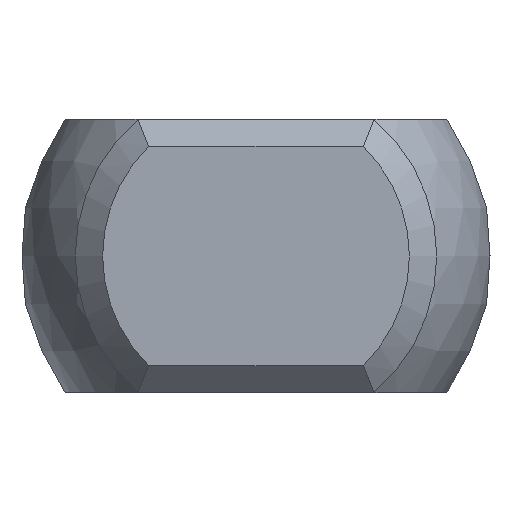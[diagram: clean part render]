
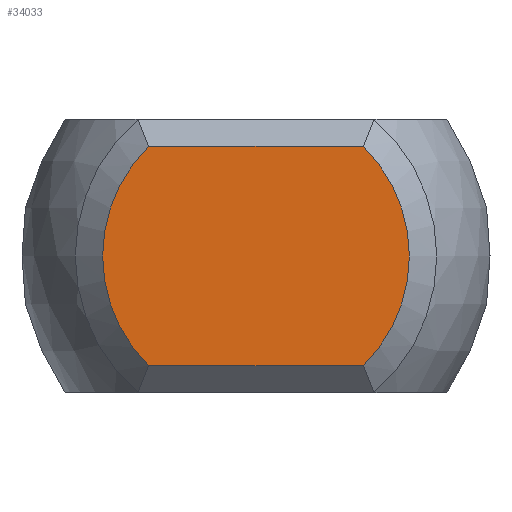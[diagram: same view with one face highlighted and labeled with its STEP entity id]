
A CAD part, left-side view. The second image highlights one B-rep face of the part: STEP entity #34033.
In plain terms, the highlighted planar face has unit normal (-1, 0, 0).
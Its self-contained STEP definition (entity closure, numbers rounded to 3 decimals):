
#32758 = PLANE('',#32759);
#32759 = AXIS2_PLACEMENT_3D('',#32760,#32761,#32762);
#32760 = CARTESIAN_POINT('',(-34.125,3.125,2.25));
#32761 = DIRECTION('',(0.707,0.,-0.707));
#32762 = DIRECTION('',(-0.707,0.,-0.707));
#33669 = EDGE_CURVE('',#33670,#33672,#33674,.T.);
#33670 = VERTEX_POINT('',#33671);
#33671 = CARTESIAN_POINT('',(-34.375,-1.96,-2.));
#33672 = VERTEX_POINT('',#33673);
#33673 = CARTESIAN_POINT('',(-34.375,-1.96,2.));
#33674 = SURFACE_CURVE('',#33675,(#33680,#33692),.PCURVE_S1.);
#33675 = CIRCLE('',#33676,2.8);
#33676 = AXIS2_PLACEMENT_3D('',#33677,#33678,#33679);
#33677 = CARTESIAN_POINT('',(-34.375,0.,0.));
#33678 = DIRECTION('',(-1.,0.,0.));
#33679 = DIRECTION('',(0.,-1.,0.));
#33680 = PCURVE('',#33681,#33686);
#33681 = CONICAL_SURFACE('',#33682,3.05,0.785);
#33682 = AXIS2_PLACEMENT_3D('',#33683,#33684,#33685);
#33683 = CARTESIAN_POINT('',(-34.125,0.,0.));
#33684 = DIRECTION('',(1.,0.,0.));
#33685 = DIRECTION('',(0.,-1.,0.));
#33686 = DEFINITIONAL_REPRESENTATION('',(#33687),#33691);
#33687 = LINE('',#33688,#33689);
#33688 = CARTESIAN_POINT('',(6.283,-0.25));
#33689 = VECTOR('',#33690,1.);
#33690 = DIRECTION('',(-1.,0.));
#33691 = ( GEOMETRIC_REPRESENTATION_CONTEXT(2) 
PARAMETRIC_REPRESENTATION_CONTEXT() REPRESENTATION_CONTEXT('2D SPACE',''
  ) );
#33692 = PCURVE('',#33693,#33698);
#33693 = PLANE('',#33694);
#33694 = AXIS2_PLACEMENT_3D('',#33695,#33696,#33697);
#33695 = CARTESIAN_POINT('',(-34.375,0.,0.));
#33696 = DIRECTION('',(1.,0.,0.));
#33697 = DIRECTION('',(0.,0.,-1.));
#33698 = DEFINITIONAL_REPRESENTATION('',(#33699),#33707);
#33699 = ( BOUNDED_CURVE() B_SPLINE_CURVE(2,(#33700,#33701,#33702,#33703
    ,#33704,#33705,#33706),.UNSPECIFIED.,.T.,.F.) 
B_SPLINE_CURVE_WITH_KNOTS((1,2,2,2,2,1),(-2.094,0.,
    2.094,4.189,6.283,8.378),
.UNSPECIFIED.) CURVE() GEOMETRIC_REPRESENTATION_ITEM() 
RATIONAL_B_SPLINE_CURVE((1.,0.5,1.,0.5,1.,0.5,1.)) REPRESENTATION_ITEM(
  '') );
#33700 = CARTESIAN_POINT('',(0.,-2.8));
#33701 = CARTESIAN_POINT('',(-4.85,-2.8));
#33702 = CARTESIAN_POINT('',(-2.425,1.4));
#33703 = CARTESIAN_POINT('',(0.,5.6));
#33704 = CARTESIAN_POINT('',(2.425,1.4));
#33705 = CARTESIAN_POINT('',(4.85,-2.8));
#33706 = CARTESIAN_POINT('',(0.,-2.8));
#33707 = ( GEOMETRIC_REPRESENTATION_CONTEXT(2) 
PARAMETRIC_REPRESENTATION_CONTEXT() REPRESENTATION_CONTEXT('2D SPACE',''
  ) );
#33725 = PLANE('',#33726);
#33726 = AXIS2_PLACEMENT_3D('',#33727,#33728,#33729);
#33727 = CARTESIAN_POINT('',(-34.125,-3.125,-2.25));
#33728 = DIRECTION('',(0.707,0.,0.707)
  );
#33729 = DIRECTION('',(0.707,0.,-0.707));
#33785 = EDGE_CURVE('',#33672,#33786,#33788,.T.);
#33786 = VERTEX_POINT('',#33787);
#33787 = CARTESIAN_POINT('',(-34.375,1.96,2.));
#33788 = SURFACE_CURVE('',#33789,(#33793,#33800),.PCURVE_S1.);
#33789 = LINE('',#33790,#33791);
#33790 = CARTESIAN_POINT('',(-34.375,3.125,2.));
#33791 = VECTOR('',#33792,1.);
#33792 = DIRECTION('',(0.,1.,0.));
#33793 = PCURVE('',#32758,#33794);
#33794 = DEFINITIONAL_REPRESENTATION('',(#33795),#33799);
#33795 = LINE('',#33796,#33797);
#33796 = CARTESIAN_POINT('',(0.354,0.));
#33797 = VECTOR('',#33798,1.);
#33798 = DIRECTION('',(0.,1.));
#33799 = ( GEOMETRIC_REPRESENTATION_CONTEXT(2) 
PARAMETRIC_REPRESENTATION_CONTEXT() REPRESENTATION_CONTEXT('2D SPACE',''
  ) );
#33800 = PCURVE('',#33693,#33801);
#33801 = DEFINITIONAL_REPRESENTATION('',(#33802),#33806);
#33802 = LINE('',#33803,#33804);
#33803 = CARTESIAN_POINT('',(-2.,3.125));
#33804 = VECTOR('',#33805,1.);
#33805 = DIRECTION('',(0.,1.));
#33806 = ( GEOMETRIC_REPRESENTATION_CONTEXT(2) 
PARAMETRIC_REPRESENTATION_CONTEXT() REPRESENTATION_CONTEXT('2D SPACE',''
  ) );
#33826 = CONICAL_SURFACE('',#33827,3.05,0.785);
#33827 = AXIS2_PLACEMENT_3D('',#33828,#33829,#33830);
#33828 = CARTESIAN_POINT('',(-34.125,0.,0.));
#33829 = DIRECTION('',(1.,0.,0.));
#33830 = DIRECTION('',(-0.,1.,0.));
#33840 = EDGE_CURVE('',#33786,#33841,#33843,.T.);
#33841 = VERTEX_POINT('',#33842);
#33842 = CARTESIAN_POINT('',(-34.375,1.96,-2.));
#33843 = SURFACE_CURVE('',#33844,(#33849,#33856),.PCURVE_S1.);
#33844 = CIRCLE('',#33845,2.8);
#33845 = AXIS2_PLACEMENT_3D('',#33846,#33847,#33848);
#33846 = CARTESIAN_POINT('',(-34.375,0.,0.));
#33847 = DIRECTION('',(-1.,0.,0.));
#33848 = DIRECTION('',(0.,1.,0.));
#33849 = PCURVE('',#33826,#33850);
#33850 = DEFINITIONAL_REPRESENTATION('',(#33851),#33855);
#33851 = LINE('',#33852,#33853);
#33852 = CARTESIAN_POINT('',(6.283,-0.25));
#33853 = VECTOR('',#33854,1.);
#33854 = DIRECTION('',(-1.,0.));
#33855 = ( GEOMETRIC_REPRESENTATION_CONTEXT(2) 
PARAMETRIC_REPRESENTATION_CONTEXT() REPRESENTATION_CONTEXT('2D SPACE',''
  ) );
#33856 = PCURVE('',#33693,#33857);
#33857 = DEFINITIONAL_REPRESENTATION('',(#33858),#33866);
#33858 = ( BOUNDED_CURVE() B_SPLINE_CURVE(2,(#33859,#33860,#33861,#33862
    ,#33863,#33864,#33865),.UNSPECIFIED.,.T.,.F.) 
B_SPLINE_CURVE_WITH_KNOTS((1,2,2,2,2,1),(-2.094,0.,
    2.094,4.189,6.283,8.378),
.UNSPECIFIED.) CURVE() GEOMETRIC_REPRESENTATION_ITEM() 
RATIONAL_B_SPLINE_CURVE((1.,0.5,1.,0.5,1.,0.5,1.)) REPRESENTATION_ITEM(
  '') );
#33859 = CARTESIAN_POINT('',(0.,2.8));
#33860 = CARTESIAN_POINT('',(4.85,2.8));
#33861 = CARTESIAN_POINT('',(2.425,-1.4));
#33862 = CARTESIAN_POINT('',(0.,-5.6));
#33863 = CARTESIAN_POINT('',(-2.425,-1.4));
#33864 = CARTESIAN_POINT('',(-4.85,2.8));
#33865 = CARTESIAN_POINT('',(0.,2.8));
#33866 = ( GEOMETRIC_REPRESENTATION_CONTEXT(2) 
PARAMETRIC_REPRESENTATION_CONTEXT() REPRESENTATION_CONTEXT('2D SPACE',''
  ) );
#33940 = EDGE_CURVE('',#33841,#33670,#33941,.T.);
#33941 = SURFACE_CURVE('',#33942,(#33946,#33953),.PCURVE_S1.);
#33942 = LINE('',#33943,#33944);
#33943 = CARTESIAN_POINT('',(-34.375,-3.125,-2.));
#33944 = VECTOR('',#33945,1.);
#33945 = DIRECTION('',(0.,-1.,0.));
#33946 = PCURVE('',#33725,#33947);
#33947 = DEFINITIONAL_REPRESENTATION('',(#33948),#33952);
#33948 = LINE('',#33949,#33950);
#33949 = CARTESIAN_POINT('',(-0.354,0.));
#33950 = VECTOR('',#33951,1.);
#33951 = DIRECTION('',(0.,-1.));
#33952 = ( GEOMETRIC_REPRESENTATION_CONTEXT(2) 
PARAMETRIC_REPRESENTATION_CONTEXT() REPRESENTATION_CONTEXT('2D SPACE',''
  ) );
#33953 = PCURVE('',#33693,#33954);
#33954 = DEFINITIONAL_REPRESENTATION('',(#33955),#33959);
#33955 = LINE('',#33956,#33957);
#33956 = CARTESIAN_POINT('',(2.,-3.125));
#33957 = VECTOR('',#33958,1.);
#33958 = DIRECTION('',(0.,-1.));
#33959 = ( GEOMETRIC_REPRESENTATION_CONTEXT(2) 
PARAMETRIC_REPRESENTATION_CONTEXT() REPRESENTATION_CONTEXT('2D SPACE',''
  ) );
#34033 = ADVANCED_FACE('',(#34034),#33693,.F.);
#34034 = FACE_BOUND('',#34035,.T.);
#34035 = EDGE_LOOP('',(#34036,#34037,#34038,#34039));
#34036 = ORIENTED_EDGE('',*,*,#33669,.T.);
#34037 = ORIENTED_EDGE('',*,*,#33785,.T.);
#34038 = ORIENTED_EDGE('',*,*,#33840,.T.);
#34039 = ORIENTED_EDGE('',*,*,#33940,.T.);
